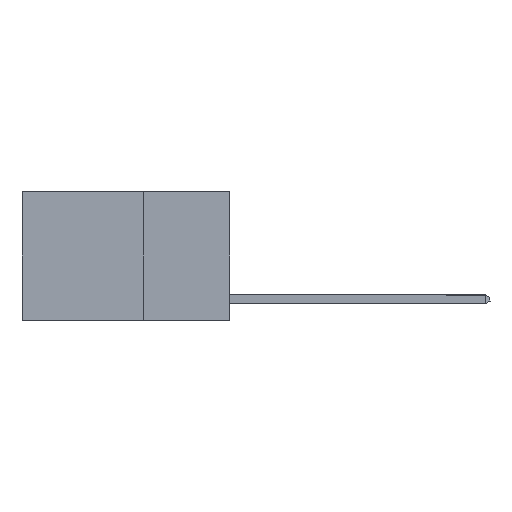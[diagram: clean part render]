
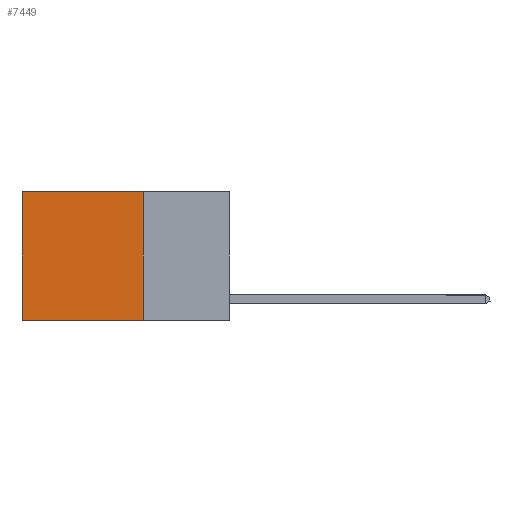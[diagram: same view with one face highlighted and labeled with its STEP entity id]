
A CAD part, left-side view. The second image highlights one B-rep face of the part: STEP entity #7449.
In plain terms, the highlighted planar face has unit normal (-1, 0, 0).
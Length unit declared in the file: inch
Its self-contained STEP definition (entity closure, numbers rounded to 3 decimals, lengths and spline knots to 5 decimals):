
#447 = CARTESIAN_POINT ( 'NONE',  ( 0.2625, 0.25, -0.37 ) ) ;
#1079 = EDGE_LOOP ( 'NONE', ( #18071, #9772, #2223, #16452 ) ) ;
#1291 = EDGE_CURVE ( 'NONE', #12226, #11261, #12281, .T. ) ;
#1794 = CARTESIAN_POINT ( 'NONE',  ( 0.2625, 0.25, 0. ) ) ;
#2086 = DIRECTION ( 'NONE',  ( 0., 1., 0. ) ) ;
#2223 = ORIENTED_EDGE ( 'NONE', *, *, #16726, .F. ) ;
#2573 = VECTOR ( 'NONE', #20363, 39.37008 ) ;
#3073 = CARTESIAN_POINT ( 'NONE',  ( 0.2625, 0.25, -0.37 ) ) ;
#4117 = PLANE ( 'NONE',  #19760 ) ;
#5045 = EDGE_CURVE ( 'NONE', #11261, #16805, #15124, .T. ) ;
#5858 = CARTESIAN_POINT ( 'NONE',  ( 0.2625, 0.25, 0. ) ) ;
#6052 = VECTOR ( 'NONE', #12716, 39.37008 ) ;
#7051 = CARTESIAN_POINT ( 'NONE',  ( 0.2625, 0.25, 0. ) ) ;
#7354 = EDGE_CURVE ( 'NONE', #9727, #16805, #10813, .T. ) ;
#7449 = ADVANCED_FACE ( 'NONE', ( #8649 ), #4117, .F. ) ;
#7587 = DIRECTION ( 'NONE',  ( 0., 0., -1. ) ) ;
#8649 = FACE_OUTER_BOUND ( 'NONE', #1079, .T. ) ;
#8854 = LINE ( 'NONE', #17945, #21017 ) ;
#9727 = VERTEX_POINT ( 'NONE', #3073 ) ;
#9772 = ORIENTED_EDGE ( 'NONE', *, *, #7354, .F. ) ;
#10258 = VECTOR ( 'NONE', #2086, 39.37008 ) ;
#10813 = LINE ( 'NONE', #447, #10258 ) ;
#10979 = CARTESIAN_POINT ( 'NONE',  ( 0.2625, 0.6, 0. ) ) ;
#11261 = VERTEX_POINT ( 'NONE', #19029 ) ;
#11550 = CARTESIAN_POINT ( 'NONE',  ( 0.2625, 0.6, -0.37 ) ) ;
#12226 = VERTEX_POINT ( 'NONE', #1794 ) ;
#12281 = LINE ( 'NONE', #7051, #2573 ) ;
#12716 = DIRECTION ( 'NONE',  ( 0., 0., -1. ) ) ;
#15124 = LINE ( 'NONE', #10979, #6052 ) ;
#16452 = ORIENTED_EDGE ( 'NONE', *, *, #1291, .T. ) ;
#16726 = EDGE_CURVE ( 'NONE', #12226, #9727, #8854, .T. ) ;
#16805 = VERTEX_POINT ( 'NONE', #11550 ) ;
#17674 = DIRECTION ( 'NONE',  ( 1., 0., 0. ) ) ;
#17945 = CARTESIAN_POINT ( 'NONE',  ( 0.2625, 0.25, 0. ) ) ;
#18071 = ORIENTED_EDGE ( 'NONE', *, *, #5045, .T. ) ;
#19029 = CARTESIAN_POINT ( 'NONE',  ( 0.2625, 0.6, 0. ) ) ;
#19531 = DIRECTION ( 'NONE',  ( 0., 0., -1. ) ) ;
#19760 = AXIS2_PLACEMENT_3D ( 'NONE', #5858, #17674, #7587 ) ;
#20363 = DIRECTION ( 'NONE',  ( 0., 1., 0. ) ) ;
#21017 = VECTOR ( 'NONE', #19531, 39.37008 ) ;
